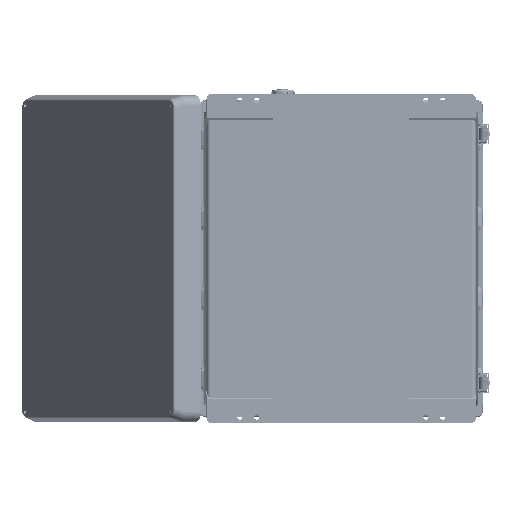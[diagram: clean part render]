
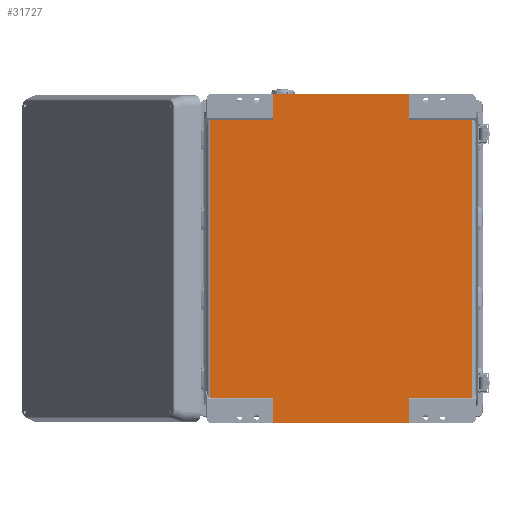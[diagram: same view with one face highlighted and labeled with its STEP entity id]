
A CAD part, front view. The second image highlights one B-rep face of the part: STEP entity #31727.
In plain terms, the highlighted planar face has unit normal (0, -1, 0).
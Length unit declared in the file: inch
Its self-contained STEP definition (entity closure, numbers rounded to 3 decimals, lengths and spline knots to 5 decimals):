
#1317 = DIRECTION ( 'NONE',  ( 0., 0., 1. ) ) ;
#1686 = CARTESIAN_POINT ( 'NONE',  ( 4.03163, 0.05906, -17.96858 ) ) ;
#2143 = ORIENTED_EDGE ( 'NONE', *, *, #64615, .F. ) ;
#3451 = CARTESIAN_POINT ( 'NONE',  ( 8.11811, 0.05906, -19.48819 ) ) ;
#6270 = VERTEX_POINT ( 'NONE', #98379 ) ;
#7267 = ORIENTED_EDGE ( 'NONE', *, *, #100638, .F. ) ;
#9475 = VERTEX_POINT ( 'NONE', #114434 ) ;
#10685 = AXIS2_PLACEMENT_3D ( 'NONE', #79339, #84038, #47906 ) ;
#13057 = DIRECTION ( 'NONE',  ( -1., 0., 0. ) ) ;
#14622 = EDGE_CURVE ( 'NONE', #25493, #27996, #97665, .T. ) ;
#14927 = EDGE_CURVE ( 'NONE', #58882, #25127, #95728, .T. ) ;
#15010 = VERTEX_POINT ( 'NONE', #1686 ) ;
#15243 = CARTESIAN_POINT ( 'NONE',  ( 8.11811, 0.05906, -1.51961 ) ) ;
#15488 = VECTOR ( 'NONE', #39788, 39.37008 ) ;
#17180 = DIRECTION ( 'NONE',  ( 0., 0., -1. ) ) ;
#18187 = VECTOR ( 'NONE', #44759, 39.37008 ) ;
#18559 = ORIENTED_EDGE ( 'NONE', *, *, #35845, .T. ) ;
#21412 = VECTOR ( 'NONE', #77727, 39.37008 ) ;
#22462 = VERTEX_POINT ( 'NONE', #69196 ) ;
#22768 = CARTESIAN_POINT ( 'NONE',  ( 4.03163, 0.05906, 0. ) ) ;
#23502 = DIRECTION ( 'NONE',  ( 0., 0., 1. ) ) ;
#25127 = VERTEX_POINT ( 'NONE', #58536 ) ;
#25493 = VERTEX_POINT ( 'NONE', #86094 ) ;
#27499 = VECTOR ( 'NONE', #34252, 39.37008 ) ;
#27996 = VERTEX_POINT ( 'NONE', #87325 ) ;
#28469 = VERTEX_POINT ( 'NONE', #34781 ) ;
#29602 = EDGE_CURVE ( 'NONE', #66168, #25493, #51245, .T. ) ;
#31727 = ADVANCED_FACE ( 'NONE', ( #35922 ), #72668, .F. ) ;
#31895 = DIRECTION ( 'NONE',  ( 0., 0., 1. ) ) ;
#34252 = DIRECTION ( 'NONE',  ( 0., 0., 1. ) ) ;
#34781 = CARTESIAN_POINT ( 'NONE',  ( 4.03163, 0.05906, -1.51961 ) ) ;
#35140 = LINE ( 'NONE', #107984, #18187 ) ;
#35845 = EDGE_CURVE ( 'NONE', #66168, #49063, #109979, .T. ) ;
#35922 = FACE_OUTER_BOUND ( 'NONE', #67589, .T. ) ;
#36228 = DIRECTION ( 'NONE',  ( 1., 0., 0. ) ) ;
#39788 = DIRECTION ( 'NONE',  ( 0., 0., -1. ) ) ;
#39854 = LINE ( 'NONE', #66940, #98726 ) ;
#40466 = ORIENTED_EDGE ( 'NONE', *, *, #94320, .T. ) ;
#40959 = CARTESIAN_POINT ( 'NONE',  ( 8.11811, 0.05906, 0. ) ) ;
#40976 = LINE ( 'NONE', #66873, #15488 ) ;
#42408 = LINE ( 'NONE', #15243, #111017 ) ;
#42898 = CARTESIAN_POINT ( 'NONE',  ( -8.11811, 0.05906, -1.51961 ) ) ;
#44759 = DIRECTION ( 'NONE',  ( -1., 0., 0. ) ) ;
#47906 = DIRECTION ( 'NONE',  ( 0., 0., 1. ) ) ;
#49063 = VERTEX_POINT ( 'NONE', #77807 ) ;
#51245 = LINE ( 'NONE', #71079, #75679 ) ;
#52552 = EDGE_CURVE ( 'NONE', #6270, #15010, #35140, .T. ) ;
#54229 = ORIENTED_EDGE ( 'NONE', *, *, #14622, .F. ) ;
#58536 = CARTESIAN_POINT ( 'NONE',  ( -4.03163, 0.05906, 0. ) ) ;
#58882 = VERTEX_POINT ( 'NONE', #22768 ) ;
#58962 = CARTESIAN_POINT ( 'NONE',  ( 7.73754, 0.05906, -1.51961 ) ) ;
#59858 = ORIENTED_EDGE ( 'NONE', *, *, #65805, .T. ) ;
#64615 = EDGE_CURVE ( 'NONE', #9475, #22462, #85977, .T. ) ;
#65805 = EDGE_CURVE ( 'NONE', #49063, #22462, #40976, .T. ) ;
#66168 = VERTEX_POINT ( 'NONE', #86602 ) ;
#66873 = CARTESIAN_POINT ( 'NONE',  ( -4.03163, 0.05906, -20.34606 ) ) ;
#66940 = CARTESIAN_POINT ( 'NONE',  ( 4.03163, 0.05906, 0.85787 ) ) ;
#67421 = EDGE_CURVE ( 'NONE', #6270, #79140, #114333, .T. ) ;
#67589 = EDGE_LOOP ( 'NONE', ( #74109, #18559, #59858, #2143, #79115, #68724, #80640, #40466, #117996, #86149, #7267, #54229 ) ) ;
#68724 = ORIENTED_EDGE ( 'NONE', *, *, #52552, .F. ) ;
#69196 = CARTESIAN_POINT ( 'NONE',  ( -4.03163, 0.05906, -19.48819 ) ) ;
#69792 = CARTESIAN_POINT ( 'NONE',  ( -4.03163, 0.05906, 0.85787 ) ) ;
#71079 = CARTESIAN_POINT ( 'NONE',  ( -7.73754, 0.05906, -1.51961 ) ) ;
#72668 = PLANE ( 'NONE',  #10685 ) ;
#73279 = CARTESIAN_POINT ( 'NONE',  ( -8.11811, 0.05906, -17.96858 ) ) ;
#74109 = ORIENTED_EDGE ( 'NONE', *, *, #29602, .F. ) ;
#75679 = VECTOR ( 'NONE', #23502, 39.37008 ) ;
#77186 = VECTOR ( 'NONE', #31895, 39.37008 ) ;
#77727 = DIRECTION ( 'NONE',  ( -1., 0., 0. ) ) ;
#77807 = CARTESIAN_POINT ( 'NONE',  ( -4.03163, 0.05906, -17.96858 ) ) ;
#79115 = ORIENTED_EDGE ( 'NONE', *, *, #113289, .F. ) ;
#79140 = VERTEX_POINT ( 'NONE', #96103 ) ;
#79339 = CARTESIAN_POINT ( 'NONE',  ( 8.11811, 0.05906, -1.51961 ) ) ;
#80640 = ORIENTED_EDGE ( 'NONE', *, *, #67421, .T. ) ;
#84038 = DIRECTION ( 'NONE',  ( 0., 1., 0. ) ) ;
#85527 = VECTOR ( 'NONE', #100356, 39.37008 ) ;
#85977 = LINE ( 'NONE', #3451, #119059 ) ;
#86094 = CARTESIAN_POINT ( 'NONE',  ( -7.73754, 0.05906, -1.51961 ) ) ;
#86149 = ORIENTED_EDGE ( 'NONE', *, *, #14927, .T. ) ;
#86602 = CARTESIAN_POINT ( 'NONE',  ( -7.73754, 0.05906, -17.96858 ) ) ;
#87325 = CARTESIAN_POINT ( 'NONE',  ( -4.03163, 0.05906, -1.51961 ) ) ;
#90744 = EDGE_CURVE ( 'NONE', #28469, #58882, #39854, .T. ) ;
#94320 = EDGE_CURVE ( 'NONE', #79140, #28469, #42408, .T. ) ;
#95728 = LINE ( 'NONE', #40959, #21412 ) ;
#96103 = CARTESIAN_POINT ( 'NONE',  ( 7.73754, 0.05906, -1.51961 ) ) ;
#96287 = VECTOR ( 'NONE', #36228, 39.37008 ) ;
#96866 = LINE ( 'NONE', #69792, #27499 ) ;
#97665 = LINE ( 'NONE', #42898, #96287 ) ;
#98379 = CARTESIAN_POINT ( 'NONE',  ( 7.73754, 0.05906, -17.96858 ) ) ;
#98726 = VECTOR ( 'NONE', #1317, 39.37008 ) ;
#99708 = CARTESIAN_POINT ( 'NONE',  ( 4.03163, 0.05906, -20.34606 ) ) ;
#100356 = DIRECTION ( 'NONE',  ( 1., 0., 0. ) ) ;
#100638 = EDGE_CURVE ( 'NONE', #27996, #25127, #96866, .T. ) ;
#107984 = CARTESIAN_POINT ( 'NONE',  ( 8.11811, 0.05906, -17.96858 ) ) ;
#108750 = LINE ( 'NONE', #99708, #115483 ) ;
#109979 = LINE ( 'NONE', #73279, #85527 ) ;
#111017 = VECTOR ( 'NONE', #115835, 39.37008 ) ;
#113289 = EDGE_CURVE ( 'NONE', #15010, #9475, #108750, .T. ) ;
#114333 = LINE ( 'NONE', #58962, #77186 ) ;
#114434 = CARTESIAN_POINT ( 'NONE',  ( 4.03163, 0.05906, -19.48819 ) ) ;
#115483 = VECTOR ( 'NONE', #17180, 39.37008 ) ;
#115835 = DIRECTION ( 'NONE',  ( -1., 0., 0. ) ) ;
#117996 = ORIENTED_EDGE ( 'NONE', *, *, #90744, .T. ) ;
#119059 = VECTOR ( 'NONE', #13057, 39.37008 ) ;
